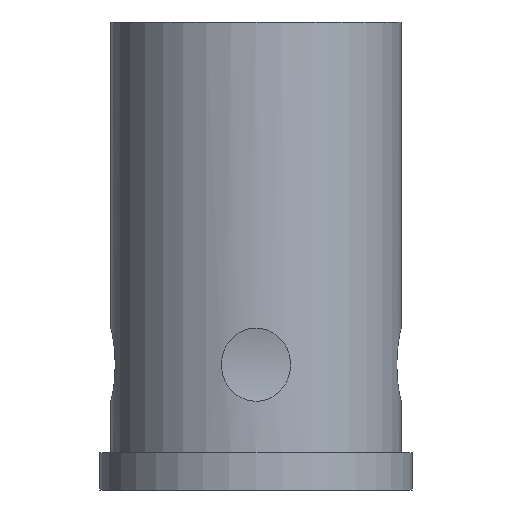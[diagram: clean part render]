
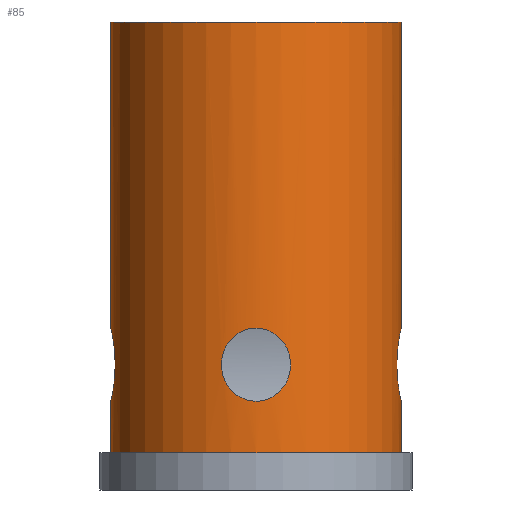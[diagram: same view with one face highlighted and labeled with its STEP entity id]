
A CAD part, front view. The second image highlights one B-rep face of the part: STEP entity #85.
In plain terms, the highlighted cylindrical face has radius 0.775 mm (diameter 1.55 mm), a partial arc.
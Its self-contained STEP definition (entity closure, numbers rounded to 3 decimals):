
#5 = CARTESIAN_POINT ( 'NONE',  ( 0.775, 0., 0.474 ) ) ;
#18 = FACE_BOUND ( 'NONE', #353, .T. ) ;
#20 = EDGE_CURVE ( 'NONE', #29, #471, #367, .T. ) ;
#29 = VERTEX_POINT ( 'NONE', #201 ) ;
#32 = CARTESIAN_POINT ( 'NONE',  ( -0.758, -0.166, 0.769 ) ) ;
#34 = VECTOR ( 'NONE', #74, 1000. ) ;
#41 = ORIENTED_EDGE ( 'NONE', *, *, #332, .F. ) ;
#45 = CARTESIAN_POINT ( 'NONE',  ( -0.099, -0.769, 0.843 ) ) ;
#49 = AXIS2_PLACEMENT_3D ( 'NONE', #335, #222, #300 ) ;
#51 = VECTOR ( 'NONE', #56, 1000. ) ;
#52 = VERTEX_POINT ( 'NONE', #62 ) ;
#54 = CARTESIAN_POINT ( 'NONE',  ( 0.753, -0.185, 0.719 ) ) ;
#56 = DIRECTION ( 'NONE',  ( 0., 0., 1. ) ) ;
#62 = CARTESIAN_POINT ( 'NONE',  ( 0., -0.775, 0.865 ) ) ;
#70 = CARTESIAN_POINT ( 'NONE',  ( -0.753, -0.185, 0.719 ) ) ;
#73 = EDGE_CURVE ( 'NONE', #361, #471, #217, .T. ) ;
#74 = DIRECTION ( 'NONE',  ( 0., 0., 1. ) ) ;
#78 = CARTESIAN_POINT ( 'NONE',  ( 0., -0.775, 0.865 ) ) ;
#80 = CARTESIAN_POINT ( 'NONE',  ( 0., 0., 0.2 ) ) ;
#81 = CARTESIAN_POINT ( 'NONE',  ( 0.099, -0.769, 0.497 ) ) ;
#83 = CARTESIAN_POINT ( 'NONE',  ( -0.775, 0., 0.865 ) ) ;
#85 = ADVANCED_FACE ( 'NONE', ( #271, #18 ), #319, .T. ) ;
#91 = CARTESIAN_POINT ( 'NONE',  ( 0.769, -0.099, 0.497 ) ) ;
#102 = CARTESIAN_POINT ( 'NONE',  ( -0.769, -0.099, 0.497 ) ) ;
#107 = CARTESIAN_POINT ( 'NONE',  ( 0.05, -0.775, 0.474 ) ) ;
#108 = CARTESIAN_POINT ( 'NONE',  ( -0.166, -0.758, 0.569 ) ) ;
#110 = CARTESIAN_POINT ( 'NONE',  ( -0.185, -0.753, 0.619 ) ) ;
#114 = VERTEX_POINT ( 'NONE', #425 ) ;
#116 = CARTESIAN_POINT ( 'NONE',  ( 0.753, -0.185, 0.62 ) ) ;
#119 = CIRCLE ( 'NONE', #333, 0.775 ) ;
#125 = ORIENTED_EDGE ( 'NONE', *, *, #340, .T. ) ;
#129 = DIRECTION ( 'NONE',  ( 1., 0., 0. ) ) ;
#132 = CARTESIAN_POINT ( 'NONE',  ( 0.775, 0., 2.5 ) ) ;
#134 = CARTESIAN_POINT ( 'NONE',  ( -0.775, -0.05, 0.865 ) ) ;
#138 = CARTESIAN_POINT ( 'NONE',  ( -0.775, 0., 2.5 ) ) ;
#140 = CARTESIAN_POINT ( 'NONE',  ( 0.05, -0.775, 0.865 ) ) ;
#142 = DIRECTION ( 'NONE',  ( 1., 0., 0. ) ) ;
#144 = CARTESIAN_POINT ( 'NONE',  ( 0.775, -0.05, 0.474 ) ) ;
#147 = CARTESIAN_POINT ( 'NONE',  ( 0.775, 0., 2.5 ) ) ;
#151 = B_SPLINE_CURVE_WITH_KNOTS ( 'NONE', 3,
 ( #5, #144, #91, #176, #116, #54, #185, #417, #334, #406 ),
 .UNSPECIFIED., .F., .F.,
 ( 4, 2, 2, 2, 4 ),
 ( 0., 0., 0., 0., 0.001 ),
 .UNSPECIFIED. ) ;
#153 = CARTESIAN_POINT ( 'NONE',  ( -0.775, 0., 0.865 ) ) ;
#161 = DIRECTION ( 'NONE',  ( 0., 0., 1. ) ) ;
#162 = CARTESIAN_POINT ( 'NONE',  ( -0.775, 0., 0.2 ) ) ;
#163 = CARTESIAN_POINT ( 'NONE',  ( 0.775, 0., 0.474 ) ) ;
#166 = VECTOR ( 'NONE', #461, 1000. ) ;
#169 = CARTESIAN_POINT ( 'NONE',  ( 0.775, 0., 0.2 ) ) ;
#170 = LINE ( 'NONE', #441, #34 ) ;
#171 = CARTESIAN_POINT ( 'NONE',  ( -0.099, -0.769, 0.497 ) ) ;
#176 = CARTESIAN_POINT ( 'NONE',  ( 0.758, -0.166, 0.569 ) ) ;
#185 = CARTESIAN_POINT ( 'NONE',  ( 0.758, -0.166, 0.769 ) ) ;
#191 = VERTEX_POINT ( 'NONE', #163 ) ;
#201 = CARTESIAN_POINT ( 'NONE',  ( -0.775, 0., 2.5 ) ) ;
#203 = CARTESIAN_POINT ( 'NONE',  ( -0.166, -0.758, 0.769 ) ) ;
#206 = CARTESIAN_POINT ( 'NONE',  ( 0., -0.775, 0.474 ) ) ;
#208 = AXIS2_PLACEMENT_3D ( 'NONE', #259, #226, #129 ) ;
#212 = EDGE_CURVE ( 'NONE', #414, #389, #218, .T. ) ;
#217 = LINE ( 'NONE', #455, #166 ) ;
#218 = B_SPLINE_CURVE_WITH_KNOTS ( 'NONE', 3,
 ( #153, #134, #352, #32, #70, #304, #467, #102, #354, #231 ),
 .UNSPECIFIED., .F., .F.,
 ( 4, 2, 2, 2, 4 ),
 ( 0.001, 0.001, 0.001, 0.001, 0.001 ),
 .UNSPECIFIED. ) ;
#221 = ORIENTED_EDGE ( 'NONE', *, *, #275, .T. ) ;
#222 = DIRECTION ( 'NONE',  ( 0., 0., 1. ) ) ;
#226 = DIRECTION ( 'NONE',  ( 0., 0., 1. ) ) ;
#231 = CARTESIAN_POINT ( 'NONE',  ( -0.775, 0., 0.474 ) ) ;
#235 = ORIENTED_EDGE ( 'NONE', *, *, #314, .T. ) ;
#236 = ORIENTED_EDGE ( 'NONE', *, *, #20, .F. ) ;
#247 = LINE ( 'NONE', #138, #51 ) ;
#249 = EDGE_LOOP ( 'NONE', ( #41, #235, #221, #276, #306, #236, #327, #288 ) ) ;
#251 = CARTESIAN_POINT ( 'NONE',  ( -0.775, 0., 0.474 ) ) ;
#259 = CARTESIAN_POINT ( 'NONE',  ( 0., 0., 2.5 ) ) ;
#263 = ORIENTED_EDGE ( 'NONE', *, *, #359, .T. ) ;
#271 = FACE_OUTER_BOUND ( 'NONE', #249, .T. ) ;
#275 = EDGE_CURVE ( 'NONE', #382, #191, #311, .T. ) ;
#276 = ORIENTED_EDGE ( 'NONE', *, *, #422, .T. ) ;
#280 = CARTESIAN_POINT ( 'NONE',  ( 0.099, -0.769, 0.843 ) ) ;
#282 = CARTESIAN_POINT ( 'NONE',  ( 0.166, -0.758, 0.569 ) ) ;
#288 = ORIENTED_EDGE ( 'NONE', *, *, #212, .T. ) ;
#291 = B_SPLINE_CURVE_WITH_KNOTS ( 'NONE', 3,
 ( #206, #398, #171, #108, #110, #479, #203, #45, #320, #360 ),
 .UNSPECIFIED., .F., .F.,
 ( 4, 2, 2, 2, 4 ),
 ( 0., 0., 0., 0., 0.001 ),
 .UNSPECIFIED. ) ;
#300 = DIRECTION ( 'NONE',  ( 1., 0., 0. ) ) ;
#304 = CARTESIAN_POINT ( 'NONE',  ( -0.753, -0.185, 0.619 ) ) ;
#306 = ORIENTED_EDGE ( 'NONE', *, *, #73, .T. ) ;
#311 = LINE ( 'NONE', #132, #357 ) ;
#314 = EDGE_CURVE ( 'NONE', #322, #382, #119, .T. ) ;
#319 = CYLINDRICAL_SURFACE ( 'NONE', #49, 0.775 ) ;
#320 = CARTESIAN_POINT ( 'NONE',  ( -0.05, -0.775, 0.865 ) ) ;
#322 = VERTEX_POINT ( 'NONE', #162 ) ;
#324 = CARTESIAN_POINT ( 'NONE',  ( 0.185, -0.753, 0.719 ) ) ;
#327 = ORIENTED_EDGE ( 'NONE', *, *, #364, .F. ) ;
#332 = EDGE_CURVE ( 'NONE', #322, #389, #170, .T. ) ;
#333 = AXIS2_PLACEMENT_3D ( 'NONE', #80, #478, #142 ) ;
#334 = CARTESIAN_POINT ( 'NONE',  ( 0.775, -0.05, 0.865 ) ) ;
#335 = CARTESIAN_POINT ( 'NONE',  ( 0., 0., 2.5 ) ) ;
#340 = EDGE_CURVE ( 'NONE', #114, #52, #291, .T. ) ;
#352 = CARTESIAN_POINT ( 'NONE',  ( -0.769, -0.099, 0.843 ) ) ;
#353 = EDGE_LOOP ( 'NONE', ( #125, #263 ) ) ;
#354 = CARTESIAN_POINT ( 'NONE',  ( -0.775, -0.05, 0.474 ) ) ;
#356 = CARTESIAN_POINT ( 'NONE',  ( 0., -0.775, 0.474 ) ) ;
#357 = VECTOR ( 'NONE', #161, 1000. ) ;
#359 = EDGE_CURVE ( 'NONE', #52, #114, #413, .T. ) ;
#360 = CARTESIAN_POINT ( 'NONE',  ( 0., -0.775, 0.865 ) ) ;
#361 = VERTEX_POINT ( 'NONE', #397 ) ;
#363 = CARTESIAN_POINT ( 'NONE',  ( 0.185, -0.753, 0.619 ) ) ;
#364 = EDGE_CURVE ( 'NONE', #414, #29, #247, .T. ) ;
#367 = CIRCLE ( 'NONE', #208, 0.775 ) ;
#382 = VERTEX_POINT ( 'NONE', #169 ) ;
#389 = VERTEX_POINT ( 'NONE', #251 ) ;
#397 = CARTESIAN_POINT ( 'NONE',  ( 0.775, 0., 0.865 ) ) ;
#398 = CARTESIAN_POINT ( 'NONE',  ( -0.05, -0.775, 0.474 ) ) ;
#406 = CARTESIAN_POINT ( 'NONE',  ( 0.775, 0., 0.865 ) ) ;
#413 = B_SPLINE_CURVE_WITH_KNOTS ( 'NONE', 3,
 ( #78, #140, #280, #476, #324, #363, #282, #81, #107, #356 ),
 .UNSPECIFIED., .F., .F.,
 ( 4, 2, 2, 2, 4 ),
 ( 0.001, 0.001, 0.001, 0.001, 0.001 ),
 .UNSPECIFIED. ) ;
#414 = VERTEX_POINT ( 'NONE', #83 ) ;
#417 = CARTESIAN_POINT ( 'NONE',  ( 0.769, -0.099, 0.843 ) ) ;
#422 = EDGE_CURVE ( 'NONE', #191, #361, #151, .T. ) ;
#425 = CARTESIAN_POINT ( 'NONE',  ( 0., -0.775, 0.474 ) ) ;
#441 = CARTESIAN_POINT ( 'NONE',  ( -0.775, 0., 2.5 ) ) ;
#455 = CARTESIAN_POINT ( 'NONE',  ( 0.775, 0., 2.5 ) ) ;
#461 = DIRECTION ( 'NONE',  ( 0., 0., 1. ) ) ;
#467 = CARTESIAN_POINT ( 'NONE',  ( -0.758, -0.166, 0.569 ) ) ;
#471 = VERTEX_POINT ( 'NONE', #147 ) ;
#476 = CARTESIAN_POINT ( 'NONE',  ( 0.166, -0.758, 0.769 ) ) ;
#478 = DIRECTION ( 'NONE',  ( 0., 0., 1. ) ) ;
#479 = CARTESIAN_POINT ( 'NONE',  ( -0.185, -0.753, 0.719 ) ) ;
